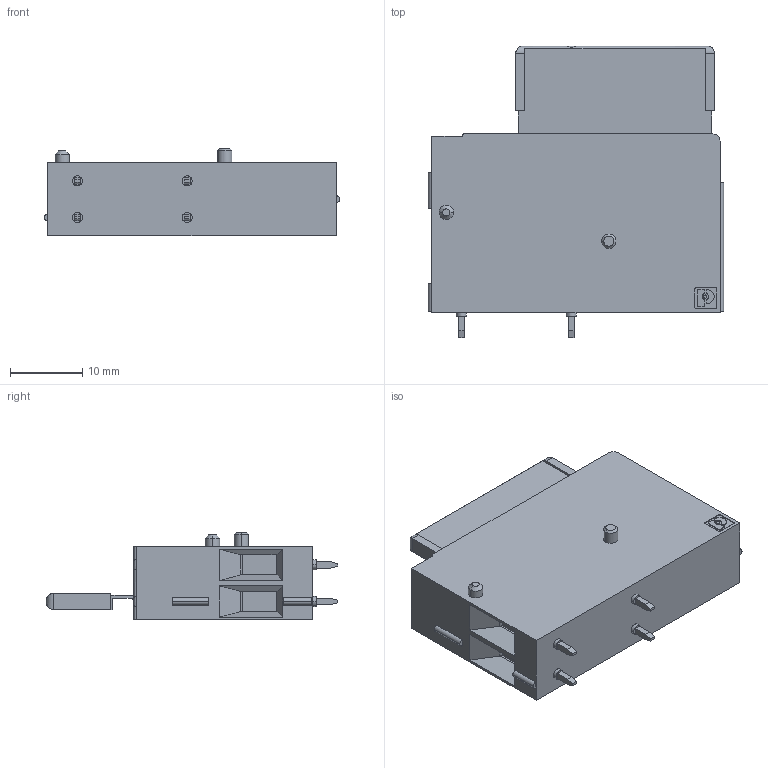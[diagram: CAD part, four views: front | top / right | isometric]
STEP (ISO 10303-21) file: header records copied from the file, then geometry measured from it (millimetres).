
FILE_DESCRIPTION(('SolidDesigner STEP Export'),'1');
FILE_NAME('kds_3-si.stp','2000-06-13T15:40:50',(''),(''), 'SolidDesigner STEP processor Version: 7.0(Mar 1999)for AP214(CD)(Solid Model)', 'CoCreate SolidDesigner: 07.50 21-Dec-99(C) CoCreate Software GmbH','');
FILE_SCHEMA(('AUTOMOTIVE_DESIGN_CC2 {1 2 10303 214 -1 1 5 1}'));
Length unit declared in the file: millimetre
Products named in the file (2): kds_3-si
Assembly tree (1 placements, depth 2):
  kds_3-si
    kds_3-si
Bounding box: 41 x 40.5 x 12.16 mm (x, y, z)
Volume: 10368.2 mm3; surface area: 4484.8 mm2
Topology: 1 solids, 1 shells, 216 faces, 526 edges, 343 vertices
Faces by surface type: plane 138, cylinder 70, cone 8
Entity records: 8047 total; most frequent: CARTESIAN_POINT 1423, ORIENTED_EDGE 1052, DIRECTION 926, EDGE_CURVE 526, VECTOR 358, LINE 358, VERTEX_POINT 343, AXIS2_PLACEMENT_3D 284
